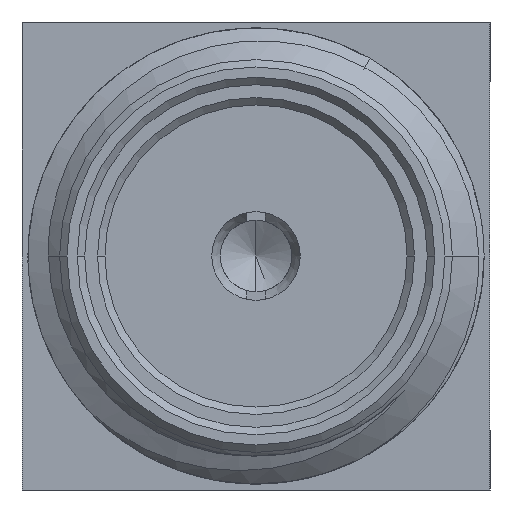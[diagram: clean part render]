
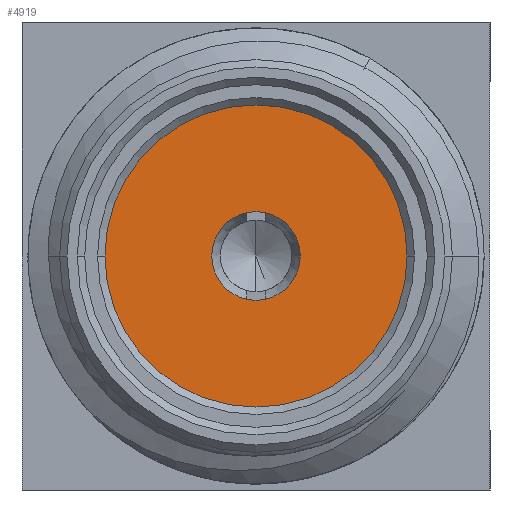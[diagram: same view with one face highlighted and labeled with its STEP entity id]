
A CAD part, left-side view. The second image highlights one B-rep face of the part: STEP entity #4919.
In plain terms, the highlighted planar face has unit normal (-1, 0, 0).
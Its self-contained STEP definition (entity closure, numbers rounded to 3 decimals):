
#1916=CARTESIAN_POINT('',(-7.46,0.,0.));
#1917=DIRECTION('',(-1.,0.,0.));
#1918=DIRECTION('',(0.,-1.,0.));
#1919=AXIS2_PLACEMENT_3D('',#1916,#1917,#1918);
#1934=CARTESIAN_POINT('',(-7.46,0.,0.));
#1935=DIRECTION('',(1.,0.,0.));
#1936=DIRECTION('',(0.,0.208,0.978));
#1937=AXIS2_PLACEMENT_3D('',#1934,#1935,#1936);
#1939=CARTESIAN_POINT('',(-7.46,0.,0.));
#1940=DIRECTION('',(-1.,0.,0.));
#1941=DIRECTION('',(0.,0.208,0.978));
#1942=AXIS2_PLACEMENT_3D('',#1939,#1940,#1941);
#1944=CARTESIAN_POINT('',(-7.46,0.,0.));
#1945=DIRECTION('',(1.,0.,0.));
#1946=DIRECTION('',(0.,-0.208,-0.978));
#1947=AXIS2_PLACEMENT_3D('',#1944,#1945,#1946);
#1949=CARTESIAN_POINT('',(-7.46,0.,0.));
#1950=DIRECTION('',(-1.,0.,0.));
#1951=DIRECTION('',(0.,-0.208,-0.978));
#1952=AXIS2_PLACEMENT_3D('',#1949,#1950,#1951);
#1954=CARTESIAN_POINT('',(-7.46,0.,0.));
#1955=DIRECTION('',(-1.,0.,0.));
#1956=DIRECTION('',(0.,1.,0.));
#1957=AXIS2_PLACEMENT_3D('',#1954,#1955,#1956);
#2521=CARTESIAN_POINT('',(-7.46,2.05,0.));
#2522=CARTESIAN_POINT('',(-7.46,-2.05,0.));
#2523=VERTEX_POINT('',#2521);
#2524=VERTEX_POINT('',#2522);
#2563=CARTESIAN_POINT('',(-7.46,-0.125,-0.587));
#2564=CARTESIAN_POINT('',(-7.46,-0.125,0.587));
#2565=VERTEX_POINT('',#2563);
#2566=VERTEX_POINT('',#2564);
#2567=CARTESIAN_POINT('',(-7.46,0.125,0.587));
#2568=CARTESIAN_POINT('',(-7.46,0.125,-0.587));
#2569=VERTEX_POINT('',#2567);
#2570=VERTEX_POINT('',#2568);
#4899=CARTESIAN_POINT('',(-7.46,0.,0.));
#4900=DIRECTION('',(-1.,0.,0.));
#4901=DIRECTION('',(0.,1.,0.));
#4902=AXIS2_PLACEMENT_3D('',#4899,#4900,#4901);
#4903=PLANE('',#4902);
#4905=ORIENTED_EDGE('',*,*,#4904,.F.);
#4906=ORIENTED_EDGE('',*,*,#4889,.F.);
#4907=EDGE_LOOP('',(#4905,#4906));
#4908=FACE_OUTER_BOUND('',#4907,.F.);
#4910=ORIENTED_EDGE('',*,*,#4909,.F.);
#4912=ORIENTED_EDGE('',*,*,#4911,.T.);
#4914=ORIENTED_EDGE('',*,*,#4913,.F.);
#4916=ORIENTED_EDGE('',*,*,#4915,.T.);
#4917=EDGE_LOOP('',(#4910,#4912,#4914,#4916));
#4918=FACE_BOUND('',#4917,.F.);
#4919=ADVANCED_FACE('',(#4908,#4918),#4903,.T.);
#1920=CIRCLE('',#1919,2.05);
#1938=CIRCLE('',#1937,0.6);
#1943=CIRCLE('',#1942,0.6);
#1948=CIRCLE('',#1947,0.6);
#1953=CIRCLE('',#1952,0.6);
#1958=CIRCLE('',#1957,2.05);
#4889=EDGE_CURVE('',#2524,#2523,#1920,.T.);
#4904=EDGE_CURVE('',#2523,#2524,#1958,.T.);
#4909=EDGE_CURVE('',#2569,#2566,#1938,.T.);
#4911=EDGE_CURVE('',#2569,#2570,#1943,.T.);
#4913=EDGE_CURVE('',#2565,#2570,#1948,.T.);
#4915=EDGE_CURVE('',#2565,#2566,#1953,.T.);
